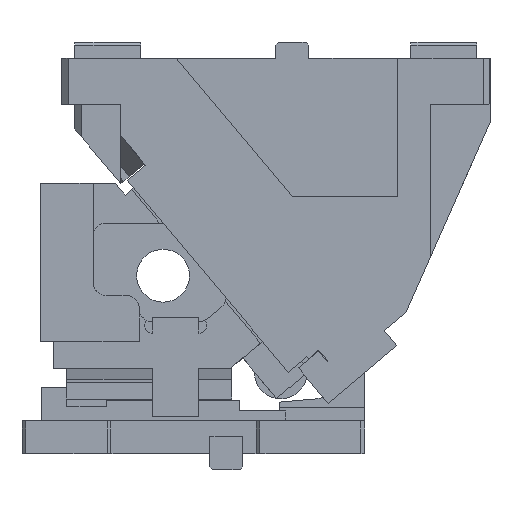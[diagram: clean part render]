
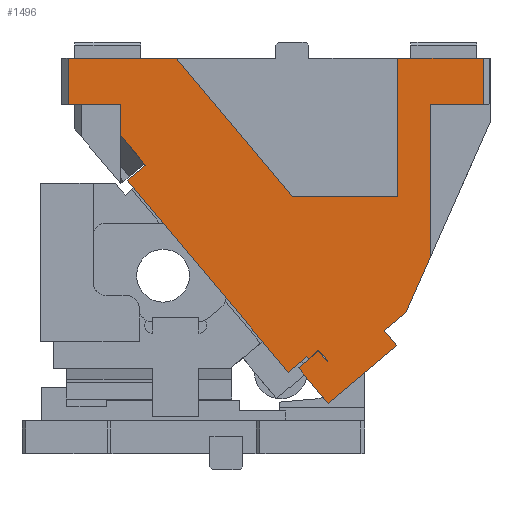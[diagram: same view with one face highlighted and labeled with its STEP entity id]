
A CAD part, left-side view. The second image highlights one B-rep face of the part: STEP entity #1496.
In plain terms, the highlighted planar face has unit normal (-1, 0, 0).
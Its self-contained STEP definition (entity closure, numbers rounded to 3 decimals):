
#444=CARTESIAN_POINT('Vertex',(529.587,617.075,-150.549)) ;
#447=CARTESIAN_POINT('Line Origine',(529.587,626.307,-171.469)) ;
#451=CARTESIAN_POINT('Vertex',(529.587,635.54,-192.389)) ;
#572=CARTESIAN_POINT('Line Origine',(529.587,643.966,-199.459)) ;
#576=CARTESIAN_POINT('Vertex',(529.587,652.393,-206.53)) ;
#1297=CARTESIAN_POINT('Axis2P3D Location',(529.587,723.494,-76.944)) ;
#1302=CARTESIAN_POINT('Line Origine',(529.587,842.745,-69.909)) ;
#1306=CARTESIAN_POINT('Vertex',(529.587,852.075,-58.79)) ;
#1308=CARTESIAN_POINT('Vertex',(529.587,833.416,-81.027)) ;
#1311=CARTESIAN_POINT('Line Origine',(529.587,840.31,-86.812)) ;
#1315=CARTESIAN_POINT('Vertex',(529.587,847.204,-92.597)) ;
#1318=CARTESIAN_POINT('Line Origine',(529.587,786.14,-165.372)) ;
#1322=CARTESIAN_POINT('Vertex',(529.587,725.075,-238.146)) ;
#1325=CARTESIAN_POINT('Line Origine',(529.587,718.18,-232.361)) ;
#1329=CARTESIAN_POINT('Vertex',(529.587,711.286,-226.576)) ;
#1332=CARTESIAN_POINT('Line Origine',(529.587,710.643,-227.342)) ;
#1336=CARTESIAN_POINT('Vertex',(529.587,710.,-228.108)) ;
#1339=CARTESIAN_POINT('Line Origine',(529.587,705.979,-224.733)) ;
#1343=CARTESIAN_POINT('Vertex',(529.587,701.957,-221.358)) ;
#1346=CARTESIAN_POINT('Line Origine',(529.587,698.582,-225.38)) ;
#1350=CARTESIAN_POINT('Vertex',(529.587,695.208,-229.402)) ;
#1353=CARTESIAN_POINT('Line Origine',(529.587,695.399,-229.563)) ;
#1357=CARTESIAN_POINT('Vertex',(529.587,695.591,-229.723)) ;
#1360=CARTESIAN_POINT('Line Origine',(529.587,698.805,-225.893)) ;
#1364=CARTESIAN_POINT('Vertex',(529.587,702.019,-222.063)) ;
#1367=CARTESIAN_POINT('Line Origine',(529.587,709.679,-228.491)) ;
#1371=CARTESIAN_POINT('Vertex',(529.587,717.34,-234.919)) ;
#1374=CARTESIAN_POINT('Line Origine',(529.587,706.091,-248.324)) ;
#1378=CARTESIAN_POINT('Vertex',(529.587,694.842,-261.73)) ;
#1381=CARTESIAN_POINT('Line Origine',(529.587,668.796,-239.875)) ;
#1385=CARTESIAN_POINT('Vertex',(529.587,642.751,-218.021)) ;
#1388=CARTESIAN_POINT('Line Origine',(529.587,647.572,-212.275)) ;
#1393=CARTESIAN_POINT('Line Origine',(529.587,617.075,-92.775)) ;
#1397=CARTESIAN_POINT('Vertex',(529.587,617.075,-35.)) ;
#1400=CARTESIAN_POINT('Line Origine',(529.587,597.075,-35.)) ;
#1404=CARTESIAN_POINT('Vertex',(529.587,577.075,-35.)) ;
#1407=CARTESIAN_POINT('Line Origine',(529.587,577.075,-17.5)) ;
#1411=CARTESIAN_POINT('Vertex',(529.587,577.075,0.)) ;
#1414=CARTESIAN_POINT('Line Origine',(529.587,609.575,0.)) ;
#1418=CARTESIAN_POINT('Vertex',(529.587,642.075,0.)) ;
#1421=CARTESIAN_POINT('Line Origine',(529.587,642.075,-52.5)) ;
#1425=CARTESIAN_POINT('Vertex',(529.587,642.075,-105.)) ;
#1428=CARTESIAN_POINT('Line Origine',(529.587,681.998,-105.)) ;
#1432=CARTESIAN_POINT('Vertex',(529.587,721.922,-105.)) ;
#1435=CARTESIAN_POINT('Line Origine',(529.587,765.974,-52.5)) ;
#1439=CARTESIAN_POINT('Vertex',(529.587,810.027,0.)) ;
#1442=CARTESIAN_POINT('Line Origine',(529.587,851.051,0.)) ;
#1446=CARTESIAN_POINT('Vertex',(529.587,892.075,0.)) ;
#1449=CARTESIAN_POINT('Line Origine',(529.587,892.075,-17.5)) ;
#1453=CARTESIAN_POINT('Vertex',(529.587,892.075,-35.)) ;
#1456=CARTESIAN_POINT('Line Origine',(529.587,872.075,-35.)) ;
#1460=CARTESIAN_POINT('Vertex',(529.587,852.075,-35.)) ;
#1463=CARTESIAN_POINT('Line Origine',(529.587,852.075,-46.895)) ;
#448=DIRECTION('Vector Direction',(0.,0.404,-0.915)) ;
#573=DIRECTION('Vector Direction',(0.,0.766,-0.643)) ;
#1298=DIRECTION('Axis2P3D Direction',(1.,0.,0.)) ;
#1299=DIRECTION('Axis2P3D XDirection',(0.,1.,0.)) ;
#1303=DIRECTION('Vector Direction',(0.,-0.643,-0.766)) ;
#1312=DIRECTION('Vector Direction',(0.,-0.766,0.643)) ;
#1319=DIRECTION('Vector Direction',(0.,-0.643,-0.766)) ;
#1326=DIRECTION('Vector Direction',(0.,-0.766,0.643)) ;
#1333=DIRECTION('Vector Direction',(0.,-0.643,-0.766)) ;
#1340=DIRECTION('Vector Direction',(0.,-0.766,0.643)) ;
#1347=DIRECTION('Vector Direction',(0.,-0.643,-0.766)) ;
#1354=DIRECTION('Vector Direction',(0.,0.766,-0.643)) ;
#1361=DIRECTION('Vector Direction',(0.,-0.643,-0.766)) ;
#1368=DIRECTION('Vector Direction',(0.,-0.766,0.643)) ;
#1375=DIRECTION('Vector Direction',(0.,0.643,0.766)) ;
#1382=DIRECTION('Vector Direction',(0.,0.766,-0.643)) ;
#1389=DIRECTION('Vector Direction',(0.,0.643,0.766)) ;
#1394=DIRECTION('Vector Direction',(0.,0.,1.)) ;
#1401=DIRECTION('Vector Direction',(0.,-1.,0.)) ;
#1408=DIRECTION('Vector Direction',(0.,0.,-1.)) ;
#1415=DIRECTION('Vector Direction',(0.,-1.,0.)) ;
#1422=DIRECTION('Vector Direction',(0.,0.,-1.)) ;
#1429=DIRECTION('Vector Direction',(0.,1.,0.)) ;
#1436=DIRECTION('Vector Direction',(0.,0.643,0.766)) ;
#1443=DIRECTION('Vector Direction',(0.,-1.,0.)) ;
#1450=DIRECTION('Vector Direction',(0.,0.,1.)) ;
#1457=DIRECTION('Vector Direction',(0.,-1.,0.)) ;
#1464=DIRECTION('Vector Direction',(0.,0.,-1.)) ;
#1300=AXIS2_PLACEMENT_3D('Plane Axis2P3D',#1297,#1298,#1299) ;
#1469=ORIENTED_EDGE('',*,*,#1310,.T.) ;
#1470=ORIENTED_EDGE('',*,*,#1317,.F.) ;
#1471=ORIENTED_EDGE('',*,*,#1324,.F.) ;
#1472=ORIENTED_EDGE('',*,*,#1331,.T.) ;
#1473=ORIENTED_EDGE('',*,*,#1338,.T.) ;
#1474=ORIENTED_EDGE('',*,*,#1345,.T.) ;
#1475=ORIENTED_EDGE('',*,*,#1352,.T.) ;
#1476=ORIENTED_EDGE('',*,*,#1359,.T.) ;
#1477=ORIENTED_EDGE('',*,*,#1366,.F.) ;
#1478=ORIENTED_EDGE('',*,*,#1373,.F.) ;
#1479=ORIENTED_EDGE('',*,*,#1380,.F.) ;
#1480=ORIENTED_EDGE('',*,*,#1387,.F.) ;
#1481=ORIENTED_EDGE('',*,*,#1392,.T.) ;
#1482=ORIENTED_EDGE('',*,*,#578,.F.) ;
#1483=ORIENTED_EDGE('',*,*,#453,.F.) ;
#1484=ORIENTED_EDGE('',*,*,#1399,.T.) ;
#1485=ORIENTED_EDGE('',*,*,#1406,.T.) ;
#1486=ORIENTED_EDGE('',*,*,#1413,.F.) ;
#1487=ORIENTED_EDGE('',*,*,#1420,.F.) ;
#1488=ORIENTED_EDGE('',*,*,#1427,.T.) ;
#1489=ORIENTED_EDGE('',*,*,#1434,.T.) ;
#1490=ORIENTED_EDGE('',*,*,#1441,.T.) ;
#1491=ORIENTED_EDGE('',*,*,#1448,.F.) ;
#1492=ORIENTED_EDGE('',*,*,#1455,.F.) ;
#1493=ORIENTED_EDGE('',*,*,#1462,.T.) ;
#1494=ORIENTED_EDGE('',*,*,#1467,.T.) ;
#449=VECTOR('Line Direction',#448,1.) ;
#574=VECTOR('Line Direction',#573,1.) ;
#1304=VECTOR('Line Direction',#1303,1.) ;
#1313=VECTOR('Line Direction',#1312,1.) ;
#1320=VECTOR('Line Direction',#1319,1.) ;
#1327=VECTOR('Line Direction',#1326,1.) ;
#1334=VECTOR('Line Direction',#1333,1.) ;
#1341=VECTOR('Line Direction',#1340,1.) ;
#1348=VECTOR('Line Direction',#1347,1.) ;
#1355=VECTOR('Line Direction',#1354,1.) ;
#1362=VECTOR('Line Direction',#1361,1.) ;
#1369=VECTOR('Line Direction',#1368,1.) ;
#1376=VECTOR('Line Direction',#1375,1.) ;
#1383=VECTOR('Line Direction',#1382,1.) ;
#1390=VECTOR('Line Direction',#1389,1.) ;
#1395=VECTOR('Line Direction',#1394,1.) ;
#1402=VECTOR('Line Direction',#1401,1.) ;
#1409=VECTOR('Line Direction',#1408,1.) ;
#1416=VECTOR('Line Direction',#1415,1.) ;
#1423=VECTOR('Line Direction',#1422,1.) ;
#1430=VECTOR('Line Direction',#1429,1.) ;
#1437=VECTOR('Line Direction',#1436,1.) ;
#1444=VECTOR('Line Direction',#1443,1.) ;
#1451=VECTOR('Line Direction',#1450,1.) ;
#1458=VECTOR('Line Direction',#1457,1.) ;
#1465=VECTOR('Line Direction',#1464,1.) ;
#1496=ADVANCED_FACE('CAM HOLDER',(#1495),#1301,.F.) ;
#453=EDGE_CURVE('',#445,#452,#450,.T.) ;
#578=EDGE_CURVE('',#452,#577,#575,.T.) ;
#1310=EDGE_CURVE('',#1307,#1309,#1305,.T.) ;
#1317=EDGE_CURVE('',#1316,#1309,#1314,.T.) ;
#1324=EDGE_CURVE('',#1323,#1316,#1321,.F.) ;
#1331=EDGE_CURVE('',#1323,#1330,#1328,.T.) ;
#1338=EDGE_CURVE('',#1330,#1337,#1335,.T.) ;
#1345=EDGE_CURVE('',#1337,#1344,#1342,.T.) ;
#1352=EDGE_CURVE('',#1344,#1351,#1349,.T.) ;
#1359=EDGE_CURVE('',#1351,#1358,#1356,.T.) ;
#1366=EDGE_CURVE('',#1365,#1358,#1363,.T.) ;
#1373=EDGE_CURVE('',#1372,#1365,#1370,.T.) ;
#1380=EDGE_CURVE('',#1379,#1372,#1377,.T.) ;
#1387=EDGE_CURVE('',#1386,#1379,#1384,.T.) ;
#1392=EDGE_CURVE('',#1386,#577,#1391,.T.) ;
#1399=EDGE_CURVE('',#445,#1398,#1396,.T.) ;
#1406=EDGE_CURVE('',#1398,#1405,#1403,.T.) ;
#1413=EDGE_CURVE('',#1412,#1405,#1410,.T.) ;
#1420=EDGE_CURVE('',#1419,#1412,#1417,.T.) ;
#1427=EDGE_CURVE('',#1419,#1426,#1424,.T.) ;
#1434=EDGE_CURVE('',#1426,#1433,#1431,.T.) ;
#1441=EDGE_CURVE('',#1433,#1440,#1438,.T.) ;
#1448=EDGE_CURVE('',#1447,#1440,#1445,.T.) ;
#1455=EDGE_CURVE('',#1454,#1447,#1452,.T.) ;
#1462=EDGE_CURVE('',#1454,#1461,#1459,.T.) ;
#1467=EDGE_CURVE('',#1461,#1307,#1466,.T.) ;
#1468=EDGE_LOOP('',(#1469,#1470,#1471,#1472,#1473,#1474,#1475,#1476,#1477,#1478,#1479,#1480,#1481,#1482,#1483,#1484,#1485,#1486,#1487,#1488,#1489,#1490,#1491,#1492,#1493,#1494)) ;
#1495=FACE_OUTER_BOUND('',#1468,.T.) ;
#450=LINE('Line',#447,#449) ;
#575=LINE('Line',#572,#574) ;
#1305=LINE('Line',#1302,#1304) ;
#1314=LINE('Line',#1311,#1313) ;
#1321=LINE('Line',#1318,#1320) ;
#1328=LINE('Line',#1325,#1327) ;
#1335=LINE('Line',#1332,#1334) ;
#1342=LINE('Line',#1339,#1341) ;
#1349=LINE('Line',#1346,#1348) ;
#1356=LINE('Line',#1353,#1355) ;
#1363=LINE('Line',#1360,#1362) ;
#1370=LINE('Line',#1367,#1369) ;
#1377=LINE('Line',#1374,#1376) ;
#1384=LINE('Line',#1381,#1383) ;
#1391=LINE('Line',#1388,#1390) ;
#1396=LINE('Line',#1393,#1395) ;
#1403=LINE('Line',#1400,#1402) ;
#1410=LINE('Line',#1407,#1409) ;
#1417=LINE('Line',#1414,#1416) ;
#1424=LINE('Line',#1421,#1423) ;
#1431=LINE('Line',#1428,#1430) ;
#1438=LINE('Line',#1435,#1437) ;
#1445=LINE('Line',#1442,#1444) ;
#1452=LINE('Line',#1449,#1451) ;
#1459=LINE('Line',#1456,#1458) ;
#1466=LINE('Line',#1463,#1465) ;
#1301=PLANE('Plane',#1300) ;
#445=VERTEX_POINT('',#444) ;
#452=VERTEX_POINT('',#451) ;
#577=VERTEX_POINT('',#576) ;
#1307=VERTEX_POINT('',#1306) ;
#1309=VERTEX_POINT('',#1308) ;
#1316=VERTEX_POINT('',#1315) ;
#1323=VERTEX_POINT('',#1322) ;
#1330=VERTEX_POINT('',#1329) ;
#1337=VERTEX_POINT('',#1336) ;
#1344=VERTEX_POINT('',#1343) ;
#1351=VERTEX_POINT('',#1350) ;
#1358=VERTEX_POINT('',#1357) ;
#1365=VERTEX_POINT('',#1364) ;
#1372=VERTEX_POINT('',#1371) ;
#1379=VERTEX_POINT('',#1378) ;
#1386=VERTEX_POINT('',#1385) ;
#1398=VERTEX_POINT('',#1397) ;
#1405=VERTEX_POINT('',#1404) ;
#1412=VERTEX_POINT('',#1411) ;
#1419=VERTEX_POINT('',#1418) ;
#1426=VERTEX_POINT('',#1425) ;
#1433=VERTEX_POINT('',#1432) ;
#1440=VERTEX_POINT('',#1439) ;
#1447=VERTEX_POINT('',#1446) ;
#1454=VERTEX_POINT('',#1453) ;
#1461=VERTEX_POINT('',#1460) ;
